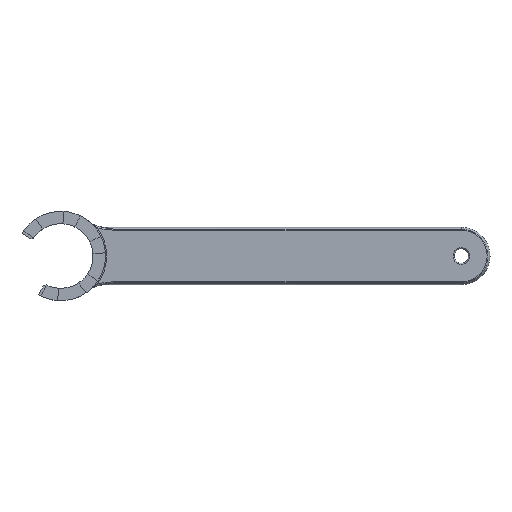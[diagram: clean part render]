
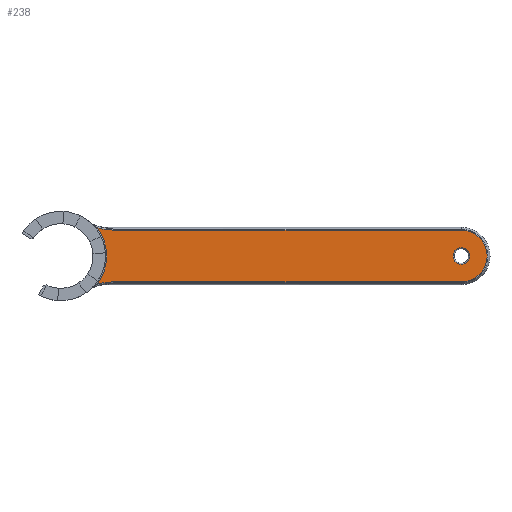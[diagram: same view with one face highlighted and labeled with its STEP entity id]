
A CAD part, top view. The second image highlights one B-rep face of the part: STEP entity #238.
In plain terms, the highlighted planar face has unit normal (0, 0, 1).
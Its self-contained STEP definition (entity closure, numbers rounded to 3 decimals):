
#238 = ADVANCED_FACE( '', ( #479, #480 ), #481, .T. );
#479 = FACE_BOUND( '', #2299, .T. );
#480 = FACE_OUTER_BOUND( '', #2300, .T. );
#481 = PLANE( '', #2301 );
#2299 = EDGE_LOOP( '', ( #2929 ) );
#2300 = EDGE_LOOP( '', ( #2930, #2931, #2932, #2933, #2934, #2935 ) );
#2301 = AXIS2_PLACEMENT_3D( '', #2936, #2937, #2938 );
#2929 = ORIENTED_EDGE( '', *, *, #3138, .T. );
#2930 = ORIENTED_EDGE( '', *, *, #3195, .T. );
#2931 = ORIENTED_EDGE( '', *, *, #3221, .T. );
#2932 = ORIENTED_EDGE( '', *, *, #3157, .T. );
#2933 = ORIENTED_EDGE( '', *, *, #3225, .T. );
#2934 = ORIENTED_EDGE( '', *, *, #2981, .T. );
#2935 = ORIENTED_EDGE( '', *, *, #3213, .T. );
#2936 = CARTESIAN_POINT( '', ( 180., -11., 2. ) );
#2937 = DIRECTION( '', ( 0., 0., 1. ) );
#2938 = DIRECTION( '', ( 1., 0., 0. ) );
#2981 = EDGE_CURVE( '', #3262, #3260, #3263, .T. );
#3138 = EDGE_CURVE( '', #3518, #3518, #3519, .F. );
#3157 = EDGE_CURVE( '', #3540, #3541, #3542, .T. );
#3195 = EDGE_CURVE( '', #3584, #3582, #3585, .T. );
#3213 = EDGE_CURVE( '', #3260, #3584, #3603, .T. );
#3221 = EDGE_CURVE( '', #3582, #3540, #3611, .F. );
#3225 = EDGE_CURVE( '', #3541, #3262, #3615, .F. );
#3260 = VERTEX_POINT( '', #3764 );
#3262 = VERTEX_POINT( '', #3766 );
#3263 = CIRCLE( '', #3767, 10.823 );
#3518 = VERTEX_POINT( '', #4434 );
#3519 = CIRCLE( '', #4435, 3.5 );
#3540 = VERTEX_POINT( '', #4456 );
#3541 = VERTEX_POINT( '', #4457 );
#3542 = B_SPLINE_CURVE_WITH_KNOTS( '', 3, ( #4458, #4459, #4460, #4461, #4462, #4463, #4464, #4465, #4466, #4467, #4468, #4469, #4470, #4471, #4472, #4473, #4474, #4475, #4476, #4477, #4478, #4479, #4480, #4481, #4482, #4483 ), .UNSPECIFIED., .F., .F., ( 4, 2, 2, 2, 1, 2, 1, 2, 2, 1, 1, 1, 1, 2, 2, 4 ), ( 0.001, 0.002, 0.003, 0.004, 0.004, 0.005, 0.005, 0.005, 0.005, 0.006, 0.006, 0.007, 0.007, 0.008, 0.008, 0.009 ), .UNSPECIFIED. );
#3582 = VERTEX_POINT( '', #4703 );
#3584 = VERTEX_POINT( '', #4730 );
#3585 = B_SPLINE_CURVE_WITH_KNOTS( '', 3, ( #4731, #4732, #4733, #4734, #4735, #4736, #4737, #4738, #4739, #4740, #4741, #4742, #4743, #4744, #4745, #4746, #4747, #4748, #4749, #4750 ), .UNSPECIFIED., .F., .F., ( 4, 2, 2, 1, 1, 1, 1, 1, 1, 1, 1, 2, 2, 4 ), ( 0., 0., 0.001, 0.001, 0.002, 0.002, 0.003, 0.003, 0.004, 0.004, 0.005, 0.006, 0.007, 0.008 ), .UNSPECIFIED. );
#3603 = LINE( '', #4770, #4771 );
#3611 = CIRCLE( '', #4779, 19.25 );
#3615 = LINE( '', #4783, #4784 );
#3764 = CARTESIAN_POINT( '', ( 168., 10.823, 2. ) );
#3766 = CARTESIAN_POINT( '', ( 168., -10.823, 2. ) );
#3767 = AXIS2_PLACEMENT_3D( '', #4821, #4822, #4823 );
#4434 = CARTESIAN_POINT( '', ( 171.5, 0., 2. ) );
#4435 = AXIS2_PLACEMENT_3D( '', #5093, #5094, #5095 );
#4456 = CARTESIAN_POINT( '', ( 15.062, -11.987, 2. ) );
#4457 = CARTESIAN_POINT( '', ( 22.602, -10.823, 2. ) );
#4458 = CARTESIAN_POINT( '', ( 15.062, -11.987, 2. ) );
#4459 = CARTESIAN_POINT( '', ( 15.36, -11.871, 2. ) );
#4460 = CARTESIAN_POINT( '', ( 15.66, -11.768, 2. ) );
#4461 = CARTESIAN_POINT( '', ( 16.268, -11.581, 2. ) );
#4462 = CARTESIAN_POINT( '', ( 16.574, -11.499, 2. ) );
#4463 = CARTESIAN_POINT( '', ( 17.193, -11.353, 2. ) );
#4464 = CARTESIAN_POINT( '', ( 17.504, -11.289, 2. ) );
#4465 = CARTESIAN_POINT( '', ( 17.975, -11.205, 2. ) );
#4466 = CARTESIAN_POINT( '', ( 18.29, -11.152, 2. ) );
#4467 = CARTESIAN_POINT( '', ( 18.606, -11.106, 2. ) );
#4468 = CARTESIAN_POINT( '', ( 18.844, -11.074, 2. ) );
#4469 = CARTESIAN_POINT( '', ( 18.964, -11.059, 2. ) );
#4470 = CARTESIAN_POINT( '', ( 19.083, -11.044, 2. ) );
#4471 = CARTESIAN_POINT( '', ( 19.163, -11.034, 2. ) );
#4472 = CARTESIAN_POINT( '', ( 19.203, -11.03, 2. ) );
#4473 = CARTESIAN_POINT( '', ( 19.402, -11.006, 2. ) );
#4474 = CARTESIAN_POINT( '', ( 19.721, -10.972, 2. ) );
#4475 = CARTESIAN_POINT( '', ( 20.2, -10.928, 2. ) );
#4476 = CARTESIAN_POINT( '', ( 20.679, -10.892, 2. ) );
#4477 = CARTESIAN_POINT( '', ( 21.159, -10.863, 2. ) );
#4478 = CARTESIAN_POINT( '', ( 21.48, -10.848, 2. ) );
#4479 = CARTESIAN_POINT( '', ( 21.8, -10.836, 2. ) );
#4480 = CARTESIAN_POINT( '', ( 21.96, -10.831, 2. ) );
#4481 = CARTESIAN_POINT( '', ( 22.281, -10.825, 2. ) );
#4482 = CARTESIAN_POINT( '', ( 22.442, -10.823, 2. ) );
#4483 = CARTESIAN_POINT( '', ( 22.602, -10.823, 2. ) );
#4703 = CARTESIAN_POINT( '', ( 15.062, 11.987, 2. ) );
#4730 = CARTESIAN_POINT( '', ( 22.602, 10.823, 2. ) );
#4731 = CARTESIAN_POINT( '', ( 22.602, 10.823, 2. ) );
#4732 = CARTESIAN_POINT( '', ( 22.441, 10.823, 2. ) );
#4733 = CARTESIAN_POINT( '', ( 22.281, 10.825, 2. ) );
#4734 = CARTESIAN_POINT( '', ( 21.96, 10.831, 2. ) );
#4735 = CARTESIAN_POINT( '', ( 21.799, 10.836, 2. ) );
#4736 = CARTESIAN_POINT( '', ( 21.479, 10.848, 2. ) );
#4737 = CARTESIAN_POINT( '', ( 21.16, 10.863, 2. ) );
#4738 = CARTESIAN_POINT( '', ( 20.682, 10.892, 2. ) );
#4739 = CARTESIAN_POINT( '', ( 20.205, 10.928, 2. ) );
#4740 = CARTESIAN_POINT( '', ( 19.729, 10.971, 2. ) );
#4741 = CARTESIAN_POINT( '', ( 19.254, 11.022, 2. ) );
#4742 = CARTESIAN_POINT( '', ( 18.78, 11.081, 2. ) );
#4743 = CARTESIAN_POINT( '', ( 18.308, 11.149, 2. ) );
#4744 = CARTESIAN_POINT( '', ( 17.681, 11.253, 2. ) );
#4745 = CARTESIAN_POINT( '', ( 17.214, 11.348, 2. ) );
#4746 = CARTESIAN_POINT( '', ( 16.593, 11.494, 2. ) );
#4747 = CARTESIAN_POINT( '', ( 16.284, 11.577, 2. ) );
#4748 = CARTESIAN_POINT( '', ( 15.67, 11.764, 2. ) );
#4749 = CARTESIAN_POINT( '', ( 15.365, 11.869, 2. ) );
#4750 = CARTESIAN_POINT( '', ( 15.062, 11.987, 2. ) );
#4770 = CARTESIAN_POINT( '', ( 180., 10.823, 2. ) );
#4771 = VECTOR( '', #5173, 1000. );
#4779 = AXIS2_PLACEMENT_3D( '', #5177, #5178, #5179 );
#4783 = CARTESIAN_POINT( '', ( 180., -10.823, 2. ) );
#4784 = VECTOR( '', #5180, 1000. );
#4821 = CARTESIAN_POINT( '', ( 168., 0., 2. ) );
#4822 = DIRECTION( '', ( 0., 0., 1. ) );
#4823 = DIRECTION( '', ( 1., 0., 0. ) );
#5093 = CARTESIAN_POINT( '', ( 168., 0., 2. ) );
#5094 = DIRECTION( '', ( 0., 0., 1. ) );
#5095 = DIRECTION( '', ( 1., 0., 0. ) );
#5173 = DIRECTION( '', ( -1., 0., 0. ) );
#5177 = CARTESIAN_POINT( '', ( 0., 0., 2. ) );
#5178 = DIRECTION( '', ( 0., 0., 1. ) );
#5179 = DIRECTION( '', ( 1., 0., 0. ) );
#5180 = DIRECTION( '', ( -1., 0., 0. ) );
